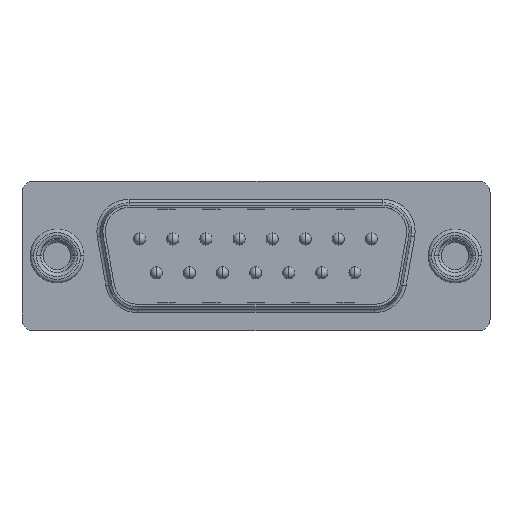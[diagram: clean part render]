
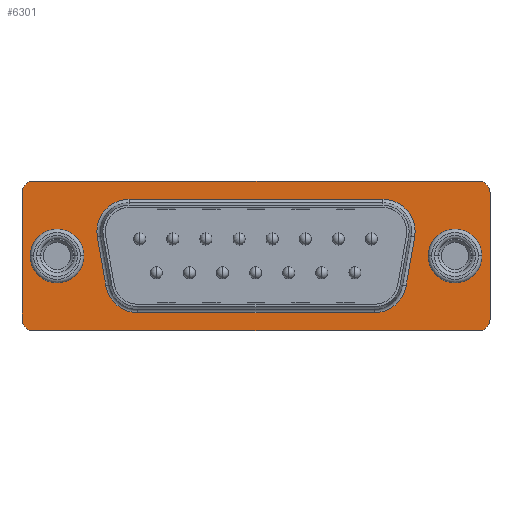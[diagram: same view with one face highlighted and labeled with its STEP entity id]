
A CAD part, top view. The second image highlights one B-rep face of the part: STEP entity #6301.
In plain terms, the highlighted planar face has unit normal (0, 0, 1).
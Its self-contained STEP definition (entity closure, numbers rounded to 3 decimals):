
#1256=CARTESIAN_POINT('',(-10.625,2.05,-6.));
#1257=DIRECTION('',(0.,0.,-1.));
#1258=DIRECTION('',(-0.985,-0.174,0.));
#1259=AXIS2_PLACEMENT_3D('',#1256,#1257,#1258);
#1261=DIRECTION('',(-0.174,0.985,0.));
#1262=VECTOR('',#1261,4.163);
#1263=CARTESIAN_POINT('',(-12.561,-2.519,-6.));
#1264=LINE('',#1263,#1262);
#1265=CARTESIAN_POINT('',(-9.902,-2.05,-6.));
#1266=DIRECTION('',(0.,0.,-1.));
#1267=DIRECTION('',(0.,-1.,0.));
#1268=AXIS2_PLACEMENT_3D('',#1265,#1266,#1267);
#1270=DIRECTION('',(-1.,0.,0.));
#1271=VECTOR('',#1270,19.804);
#1272=CARTESIAN_POINT('',(9.902,-4.75,-6.));
#1273=LINE('',#1272,#1271);
#1274=CARTESIAN_POINT('',(9.902,-2.05,-6.));
#1275=DIRECTION('',(0.,0.,-1.));
#1276=DIRECTION('',(0.985,-0.174,0.));
#1277=AXIS2_PLACEMENT_3D('',#1274,#1275,#1276);
#1279=DIRECTION('',(-0.174,-0.985,0.));
#1280=VECTOR('',#1279,4.163);
#1281=CARTESIAN_POINT('',(13.284,1.581,-6.));
#1282=LINE('',#1281,#1280);
#1283=CARTESIAN_POINT('',(10.625,2.05,-6.));
#1284=DIRECTION('',(0.,0.,-1.));
#1285=DIRECTION('',(0.,1.,0.));
#1286=AXIS2_PLACEMENT_3D('',#1283,#1284,#1285);
#1288=DIRECTION('',(1.,0.,0.));
#1289=VECTOR('',#1288,21.25);
#1290=CARTESIAN_POINT('',(-10.625,4.75,-6.));
#1291=LINE('',#1290,#1289);
#1292=CARTESIAN_POINT('',(18.59,5.275,-6.));
#1293=DIRECTION('',(0.,0.,1.));
#1294=DIRECTION('',(1.,0.,0.));
#1295=AXIS2_PLACEMENT_3D('',#1292,#1293,#1294);
#1297=DIRECTION('',(0.,-1.,0.));
#1298=VECTOR('',#1297,10.55);
#1299=CARTESIAN_POINT('',(19.59,5.275,-6.));
#1300=LINE('',#1299,#1298);
#1301=CARTESIAN_POINT('',(18.59,-5.275,-6.));
#1302=DIRECTION('',(0.,0.,1.));
#1303=DIRECTION('',(0.,-1.,0.));
#1304=AXIS2_PLACEMENT_3D('',#1301,#1302,#1303);
#1306=DIRECTION('',(-1.,0.,0.));
#1307=VECTOR('',#1306,37.18);
#1308=CARTESIAN_POINT('',(18.59,-6.275,-6.));
#1309=LINE('',#1308,#1307);
#1310=CARTESIAN_POINT('',(-18.59,-5.275,-6.));
#1311=DIRECTION('',(0.,0.,1.));
#1312=DIRECTION('',(-1.,0.,0.));
#1313=AXIS2_PLACEMENT_3D('',#1310,#1311,#1312);
#1315=DIRECTION('',(0.,1.,0.));
#1316=VECTOR('',#1315,10.55);
#1317=CARTESIAN_POINT('',(-19.59,-5.275,-6.));
#1318=LINE('',#1317,#1316);
#1319=CARTESIAN_POINT('',(-18.59,5.275,-6.));
#1320=DIRECTION('',(0.,0.,1.));
#1321=DIRECTION('',(0.,1.,0.));
#1322=AXIS2_PLACEMENT_3D('',#1319,#1320,#1321);
#1324=DIRECTION('',(1.,0.,0.));
#1325=VECTOR('',#1324,37.18);
#1326=CARTESIAN_POINT('',(-18.59,6.275,-6.));
#1327=LINE('',#1326,#1325);
#1328=CARTESIAN_POINT('',(-16.66,0.,-6.));
#1329=DIRECTION('',(0.,0.,1.));
#1330=DIRECTION('',(-1.,0.,0.));
#1331=AXIS2_PLACEMENT_3D('',#1328,#1329,#1330);
#1333=CARTESIAN_POINT('',(-16.66,0.,-6.));
#1334=DIRECTION('',(0.,0.,1.));
#1335=DIRECTION('',(1.,0.,0.));
#1336=AXIS2_PLACEMENT_3D('',#1333,#1334,#1335);
#1368=CARTESIAN_POINT('',(16.66,0.,-6.));
#1369=DIRECTION('',(0.,0.,1.));
#1370=DIRECTION('',(-1.,0.,0.));
#1371=AXIS2_PLACEMENT_3D('',#1368,#1369,#1370);
#1373=CARTESIAN_POINT('',(16.66,0.,-6.));
#1374=DIRECTION('',(0.,0.,1.));
#1375=DIRECTION('',(1.,0.,0.));
#1376=AXIS2_PLACEMENT_3D('',#1373,#1374,#1375);
#3316=CARTESIAN_POINT('',(-13.284,1.581,-6.));
#3317=CARTESIAN_POINT('',(-10.625,4.75,-6.));
#3318=VERTEX_POINT('',#3316);
#3319=VERTEX_POINT('',#3317);
#3322=CARTESIAN_POINT('',(10.625,4.75,-6.));
#3323=VERTEX_POINT('',#3322);
#3326=CARTESIAN_POINT('',(13.284,1.581,-6.));
#3327=VERTEX_POINT('',#3326);
#3330=CARTESIAN_POINT('',(12.561,-2.519,-6.));
#3331=VERTEX_POINT('',#3330);
#3334=CARTESIAN_POINT('',(9.902,-4.75,-6.));
#3335=VERTEX_POINT('',#3334);
#3338=CARTESIAN_POINT('',(-9.902,-4.75,-6.));
#3339=VERTEX_POINT('',#3338);
#3342=CARTESIAN_POINT('',(-12.561,-2.519,-6.));
#3343=VERTEX_POINT('',#3342);
#3344=CARTESIAN_POINT('',(19.59,5.275,-6.));
#3345=CARTESIAN_POINT('',(18.59,6.275,-6.));
#3346=VERTEX_POINT('',#3344);
#3347=VERTEX_POINT('',#3345);
#3352=CARTESIAN_POINT('',(18.59,-6.275,-6.));
#3353=CARTESIAN_POINT('',(19.59,-5.275,-6.));
#3354=VERTEX_POINT('',#3352);
#3355=VERTEX_POINT('',#3353);
#3360=CARTESIAN_POINT('',(-18.59,6.275,-6.));
#3361=CARTESIAN_POINT('',(-19.59,5.275,-6.));
#3362=VERTEX_POINT('',#3360);
#3363=VERTEX_POINT('',#3361);
#3368=CARTESIAN_POINT('',(-19.59,-5.275,-6.));
#3369=CARTESIAN_POINT('',(-18.59,-6.275,-6.));
#3370=VERTEX_POINT('',#3368);
#3371=VERTEX_POINT('',#3369);
#3918=CARTESIAN_POINT('',(-18.91,0.,-6.));
#3919=CARTESIAN_POINT('',(-14.41,0.,-6.));
#3920=VERTEX_POINT('',#3918);
#3921=VERTEX_POINT('',#3919);
#4146=CARTESIAN_POINT('',(14.41,0.,-6.));
#4147=CARTESIAN_POINT('',(18.91,0.,-6.));
#4148=VERTEX_POINT('',#4146);
#4149=VERTEX_POINT('',#4147);
#6256=CARTESIAN_POINT('',(0.,0.,-6.));
#6257=DIRECTION('',(0.,0.,-1.));
#6258=DIRECTION('',(0.,1.,0.));
#6259=AXIS2_PLACEMENT_3D('',#6256,#6257,#6258);
#6260=PLANE('',#6259);
#6262=ORIENTED_EDGE('',*,*,#6261,.F.);
#6264=ORIENTED_EDGE('',*,*,#6263,.T.);
#6266=ORIENTED_EDGE('',*,*,#6265,.F.);
#6268=ORIENTED_EDGE('',*,*,#6267,.T.);
#6270=ORIENTED_EDGE('',*,*,#6269,.F.);
#6272=ORIENTED_EDGE('',*,*,#6271,.T.);
#6274=ORIENTED_EDGE('',*,*,#6273,.F.);
#6276=ORIENTED_EDGE('',*,*,#6275,.T.);
#6277=EDGE_LOOP('',(#6262,#6264,#6266,#6268,#6270,#6272,#6274,#6276));
#6278=FACE_OUTER_BOUND('',#6277,.F.);
#6279=ORIENTED_EDGE('',*,*,#6181,.F.);
#6280=ORIENTED_EDGE('',*,*,#6195,.F.);
#6281=ORIENTED_EDGE('',*,*,#6209,.F.);
#6282=ORIENTED_EDGE('',*,*,#6223,.F.);
#6283=ORIENTED_EDGE('',*,*,#6237,.F.);
#6284=ORIENTED_EDGE('',*,*,#6250,.F.);
#6285=ORIENTED_EDGE('',*,*,#6152,.F.);
#6286=ORIENTED_EDGE('',*,*,#6167,.F.);
#6287=EDGE_LOOP('',(#6279,#6280,#6281,#6282,#6283,#6284,#6285,#6286));
#6288=FACE_BOUND('',#6287,.F.);
#6290=ORIENTED_EDGE('',*,*,#6289,.T.);
#6292=ORIENTED_EDGE('',*,*,#6291,.T.);
#6293=EDGE_LOOP('',(#6290,#6292));
#6294=FACE_BOUND('',#6293,.F.);
#6296=ORIENTED_EDGE('',*,*,#6295,.T.);
#6298=ORIENTED_EDGE('',*,*,#6297,.T.);
#6299=EDGE_LOOP('',(#6296,#6298));
#6300=FACE_BOUND('',#6299,.F.);
#1260=CIRCLE('',#1259,2.7);
#1269=CIRCLE('',#1268,2.7);
#1278=CIRCLE('',#1277,2.7);
#1287=CIRCLE('',#1286,2.7);
#1296=CIRCLE('',#1295,1.);
#1305=CIRCLE('',#1304,1.);
#1314=CIRCLE('',#1313,1.);
#1323=CIRCLE('',#1322,1.);
#1332=CIRCLE('',#1331,2.25);
#1337=CIRCLE('',#1336,2.25);
#1372=CIRCLE('',#1371,2.25);
#1377=CIRCLE('',#1376,2.25);
#6152=EDGE_CURVE('',#3323,#3327,#1287,.T.);
#6167=EDGE_CURVE('',#3319,#3323,#1291,.T.);
#6181=EDGE_CURVE('',#3318,#3319,#1260,.T.);
#6195=EDGE_CURVE('',#3343,#3318,#1264,.T.);
#6209=EDGE_CURVE('',#3339,#3343,#1269,.T.);
#6223=EDGE_CURVE('',#3335,#3339,#1273,.T.);
#6237=EDGE_CURVE('',#3331,#3335,#1278,.T.);
#6250=EDGE_CURVE('',#3327,#3331,#1282,.T.);
#6261=EDGE_CURVE('',#3346,#3347,#1296,.T.);
#6263=EDGE_CURVE('',#3346,#3355,#1300,.T.);
#6265=EDGE_CURVE('',#3354,#3355,#1305,.T.);
#6267=EDGE_CURVE('',#3354,#3371,#1309,.T.);
#6269=EDGE_CURVE('',#3370,#3371,#1314,.T.);
#6271=EDGE_CURVE('',#3370,#3363,#1318,.T.);
#6273=EDGE_CURVE('',#3362,#3363,#1323,.T.);
#6275=EDGE_CURVE('',#3362,#3347,#1327,.T.);
#6289=EDGE_CURVE('',#3920,#3921,#1332,.T.);
#6291=EDGE_CURVE('',#3921,#3920,#1337,.T.);
#6295=EDGE_CURVE('',#4148,#4149,#1372,.T.);
#6297=EDGE_CURVE('',#4149,#4148,#1377,.T.);
#6301=ADVANCED_FACE('',(#6278,#6288,#6294,#6300),#6260,.F.);
